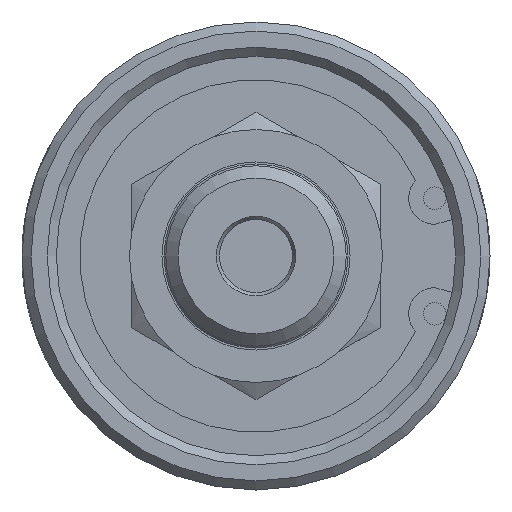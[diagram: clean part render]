
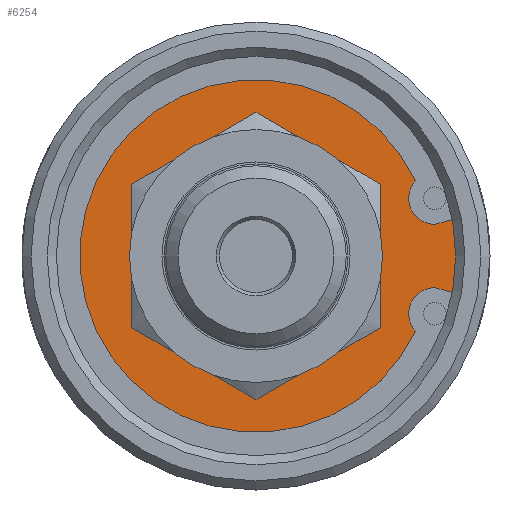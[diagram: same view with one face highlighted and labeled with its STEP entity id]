
A CAD part, left-side view. The second image highlights one B-rep face of the part: STEP entity #6254.
In plain terms, the highlighted planar face has unit normal (-1, 0, 0).
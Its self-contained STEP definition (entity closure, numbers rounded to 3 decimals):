
#84=FACE_BOUND('',#2106,.T.);
#523=LINE('',#57157,#860);
#529=LINE('',#57186,#866);
#860=VECTOR('',#7646,2.849);
#866=VECTOR('',#7672,2.849);
#1241=CIRCLE('',#6627,2.286);
#1248=CIRCLE('',#6638,2.286);
#1249=CIRCLE('',#6640,15.47);
#1250=CIRCLE('',#6642,18.77);
#1253=CIRCLE('',#6647,8.925);
#1254=CIRCLE('',#6648,8.925);
#1385=PLANE('',#6646);
#1712=FACE_OUTER_BOUND('',#2105,.T.);
#2105=EDGE_LOOP('',(#5659,#5660,#5661,#5662,#5663,#5664));
#2106=EDGE_LOOP('',(#5665,#5666));
#3019=VERTEX_POINT('',#57154);
#3020=VERTEX_POINT('',#57156);
#3023=VERTEX_POINT('',#57166);
#3029=VERTEX_POINT('',#57183);
#3030=VERTEX_POINT('',#57185);
#3033=VERTEX_POINT('',#57196);
#3035=VERTEX_POINT('',#57208);
#3036=VERTEX_POINT('',#57209);
#3908=EDGE_CURVE('',#3020,#3019,#523,.T.);
#3913=EDGE_CURVE('',#3019,#3023,#1241,.T.);
#3921=EDGE_CURVE('',#3030,#3029,#529,.T.);
#3927=EDGE_CURVE('',#3033,#3030,#1248,.T.);
#3929=EDGE_CURVE('',#3023,#3033,#1249,.T.);
#3930=EDGE_CURVE('',#3029,#3020,#1250,.T.);
#3933=EDGE_CURVE('',#3035,#3036,#1253,.T.);
#3934=EDGE_CURVE('',#3036,#3035,#1254,.T.);
#5659=ORIENTED_EDGE('',*,*,#3908,.T.);
#5660=ORIENTED_EDGE('',*,*,#3913,.T.);
#5661=ORIENTED_EDGE('',*,*,#3929,.T.);
#5662=ORIENTED_EDGE('',*,*,#3927,.T.);
#5663=ORIENTED_EDGE('',*,*,#3921,.T.);
#5664=ORIENTED_EDGE('',*,*,#3930,.T.);
#5665=ORIENTED_EDGE('',*,*,#3933,.T.);
#5666=ORIENTED_EDGE('',*,*,#3934,.T.);
#6254=ADVANCED_FACE('',(#1712,#84),#1385,.F.);
#6627=AXIS2_PLACEMENT_3D('',#57167,#7657,#7658);
#6638=AXIS2_PLACEMENT_3D('',#57197,#7685,#7686);
#6640=AXIS2_PLACEMENT_3D('',#57200,#7690,#7691);
#6642=AXIS2_PLACEMENT_3D('',#57202,#7694,#7695);
#6646=AXIS2_PLACEMENT_3D('',#57207,#7702,#7703);
#6647=AXIS2_PLACEMENT_3D('',#57210,#7704,#7705);
#6648=AXIS2_PLACEMENT_3D('',#57211,#7706,#7707);
#7646=DIRECTION('',(0.,0.966,-0.259));
#7657=DIRECTION('center_axis',(1.,0.,0.));
#7658=DIRECTION('ref_axis',(0.,0.209,-0.978));
#7672=DIRECTION('',(0.,-0.966,-0.259));
#7685=DIRECTION('center_axis',(1.,0.,0.));
#7686=DIRECTION('ref_axis',(0.,0.209,0.978));
#7690=DIRECTION('center_axis',(-1.,0.,0.));
#7691=DIRECTION('ref_axis',(0.,0.,-1.));
#7694=DIRECTION('center_axis',(-1.,0.,0.));
#7695=DIRECTION('ref_axis',(0.,1.,0.));
#7702=DIRECTION('center_axis',(1.,0.,0.));
#7703=DIRECTION('ref_axis',(0.,0.,-1.));
#7704=DIRECTION('center_axis',(1.,0.,0.));
#7705=DIRECTION('ref_axis',(0.,1.,0.));
#7706=DIRECTION('center_axis',(1.,0.,0.));
#7707=DIRECTION('ref_axis',(0.,1.,0.));
#57154=CARTESIAN_POINT('',(3.935,-15.686,2.781));
#57156=CARTESIAN_POINT('',(3.935,-18.437,3.519));
#57157=CARTESIAN_POINT('',(3.935,-18.437,3.519));
#57166=CARTESIAN_POINT('',(3.935,-13.991,6.601));
#57167=CARTESIAN_POINT('Origin',(3.935,-15.686,5.067));
#57183=CARTESIAN_POINT('',(3.935,-18.437,-3.519));
#57185=CARTESIAN_POINT('',(3.935,-15.686,-2.781));
#57186=CARTESIAN_POINT('',(3.935,-15.686,-2.781));
#57196=CARTESIAN_POINT('',(3.935,-13.991,-6.601));
#57197=CARTESIAN_POINT('Origin',(3.935,-15.686,-5.067));
#57200=CARTESIAN_POINT('Origin',(3.935,0.,0.));
#57202=CARTESIAN_POINT('Origin',(3.935,0.,0.));
#57207=CARTESIAN_POINT('Origin',(3.935,8.763,0.));
#57208=CARTESIAN_POINT('',(3.935,8.925,0.));
#57209=CARTESIAN_POINT('',(3.935,-8.925,0.));
#57210=CARTESIAN_POINT('Origin',(3.935,0.,0.));
#57211=CARTESIAN_POINT('Origin',(3.935,0.,0.));
